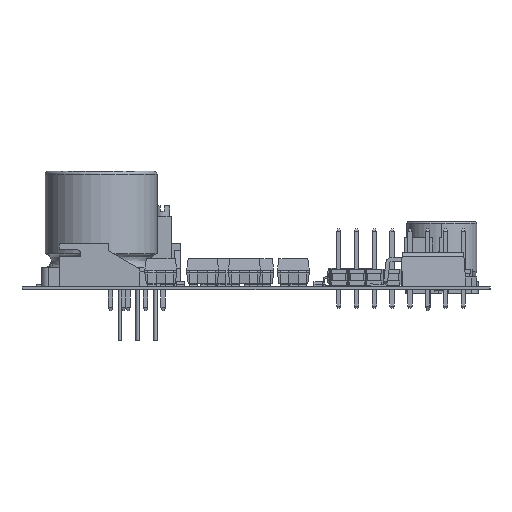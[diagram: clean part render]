
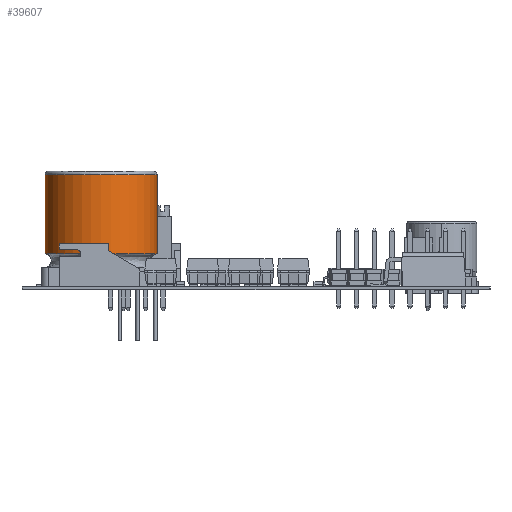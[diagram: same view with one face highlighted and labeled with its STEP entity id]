
A CAD part, front view. The second image highlights one B-rep face of the part: STEP entity #39607.
In plain terms, the highlighted cylindrical face has radius 8 mm (diameter 16 mm), a partial arc.
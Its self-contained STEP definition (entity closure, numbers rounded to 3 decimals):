
#39500 = VERTEX_POINT('',#39501);
#39501 = CARTESIAN_POINT('',(8.,4.7,0.));
#39520 = VERTEX_POINT('',#39521);
#39521 = CARTESIAN_POINT('',(-8.,4.7,0.));
#39528 = EDGE_CURVE('',#39520,#39500,#39529,.T.);
#39529 = CIRCLE('',#39530,8.);
#39530 = AXIS2_PLACEMENT_3D('',#39531,#39532,#39533);
#39531 = CARTESIAN_POINT('',(0.,4.7,0.));
#39532 = DIRECTION('',(0.,1.,0.));
#39533 = DIRECTION('',(1.,0.,0.));
#39567 = VERTEX_POINT('',#39568);
#39568 = CARTESIAN_POINT('',(8.,16.,0.));
#39576 = VERTEX_POINT('',#39577);
#39577 = CARTESIAN_POINT('',(-8.,16.,0.));
#39607 = ADVANCED_FACE('',(#39608),#39630,.T.);
#39608 = FACE_BOUND('',#39609,.T.);
#39609 = EDGE_LOOP('',(#39610,#39617,#39623,#39624));
#39610 = ORIENTED_EDGE('',*,*,#39611,.T.);
#39611 = EDGE_CURVE('',#39567,#39576,#39612,.T.);
#39612 = CIRCLE('',#39613,8.);
#39613 = AXIS2_PLACEMENT_3D('',#39614,#39615,#39616);
#39614 = CARTESIAN_POINT('',(0.,16.,0.));
#39615 = DIRECTION('',(0.,-1.,0.));
#39616 = DIRECTION('',(1.,0.,0.));
#39617 = ORIENTED_EDGE('',*,*,#39618,.T.);
#39618 = EDGE_CURVE('',#39576,#39520,#39619,.T.);
#39619 = LINE('',#39620,#39621);
#39620 = CARTESIAN_POINT('',(-8.,16.5,0.));
#39621 = VECTOR('',#39622,1.);
#39622 = DIRECTION('',(0.,-1.,0.));
#39623 = ORIENTED_EDGE('',*,*,#39528,.T.);
#39624 = ORIENTED_EDGE('',*,*,#39625,.F.);
#39625 = EDGE_CURVE('',#39567,#39500,#39626,.T.);
#39626 = LINE('',#39627,#39628);
#39627 = CARTESIAN_POINT('',(8.,16.5,0.));
#39628 = VECTOR('',#39629,1.);
#39629 = DIRECTION('',(0.,-1.,0.));
#39630 = CYLINDRICAL_SURFACE('',#39631,8.);
#39631 = AXIS2_PLACEMENT_3D('',#39632,#39633,#39634);
#39632 = CARTESIAN_POINT('',(0.,16.5,0.));
#39633 = DIRECTION('',(0.,-1.,0.));
#39634 = DIRECTION('',(1.,0.,0.));
